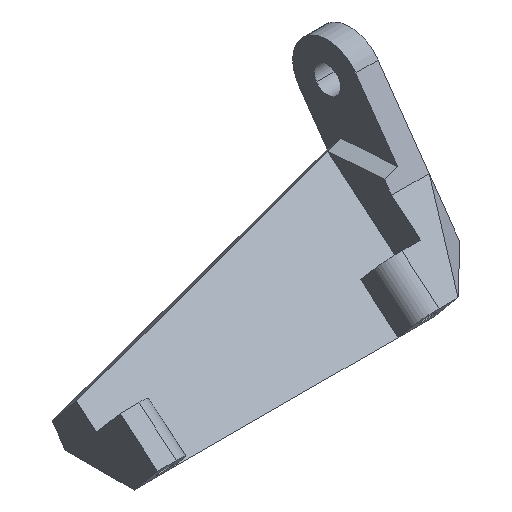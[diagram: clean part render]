
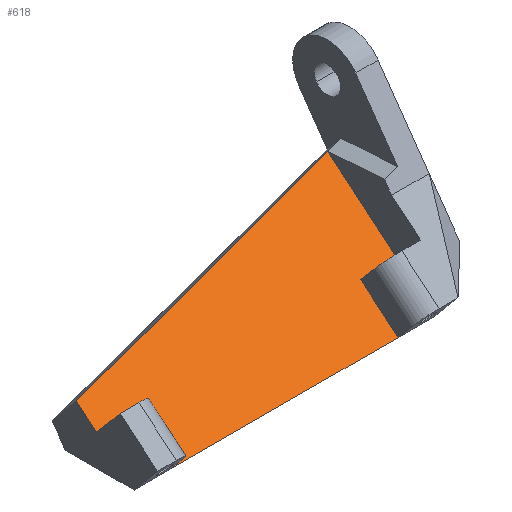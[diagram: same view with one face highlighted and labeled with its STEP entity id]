
A CAD part, isometric view. The second image highlights one B-rep face of the part: STEP entity #618.
In plain terms, the highlighted planar face has unit normal (0, -0.643, 0.766).
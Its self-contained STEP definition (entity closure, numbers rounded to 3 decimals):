
#120 = FACE_OUTER_BOUND ( 'NONE', #1987, .T. ) ;
#121 = DIRECTION ( 'NONE',  ( 0., 0.766, 0.643 ) ) ;
#175 = LINE ( 'NONE', #665, #1988 ) ;
#254 = ORIENTED_EDGE ( 'NONE', *, *, #1487, .F. ) ;
#259 = EDGE_CURVE ( 'NONE', #2144, #1170, #2473, .T. ) ;
#318 = CARTESIAN_POINT ( 'NONE',  ( 74.163, 96.03, 79.871 ) ) ;
#421 = ORIENTED_EDGE ( 'NONE', *, *, #2331, .T. ) ;
#435 = CARTESIAN_POINT ( 'NONE',  ( 26.784, 103.691, 86.299 ) ) ;
#437 = VERTEX_POINT ( 'NONE', #2918 ) ;
#442 = CARTESIAN_POINT ( 'NONE',  ( 79.013, 18.828, 15.091 ) ) ;
#444 = VECTOR ( 'NONE', #795, 1000. ) ;
#459 = DIRECTION ( 'NONE',  ( 1., 0., 0. ) ) ;
#464 = VECTOR ( 'NONE', #660, 1000. ) ;
#474 = VERTEX_POINT ( 'NONE', #1381 ) ;
#521 = LINE ( 'NONE', #1413, #1479 ) ;
#533 = EDGE_CURVE ( 'NONE', #2533, #1239, #1135, .T. ) ;
#577 = VECTOR ( 'NONE', #459, 1000. ) ;
#618 = ADVANCED_FACE ( 'NONE', ( #120 ), #1680, .F. ) ;
#660 = DIRECTION ( 'NONE',  ( -0.978, -0.161, -0.135 ) ) ;
#665 = CARTESIAN_POINT ( 'NONE',  ( 0., 101.01, 84.049 ) ) ;
#694 = DIRECTION ( 'NONE',  ( 1., 0., 0. ) ) ;
#794 = CARTESIAN_POINT ( 'NONE',  ( 79.013, 110.257, 91.808 ) ) ;
#795 = DIRECTION ( 'NONE',  ( 0., 0.766, 0.643 ) ) ;
#880 = EDGE_CURVE ( 'NONE', #1172, #2346, #521, .T. ) ;
#928 = LINE ( 'NONE', #1851, #2115 ) ;
#950 = CARTESIAN_POINT ( 'NONE',  ( 26.784, 96.03, 79.871 ) ) ;
#1012 = CARTESIAN_POINT ( 'NONE',  ( 39.013, 103.691, 86.299 ) ) ;
#1016 = EDGE_CURVE ( 'NONE', #437, #2144, #2725, .T. ) ;
#1039 = CARTESIAN_POINT ( 'NONE',  ( 74.163, 96.03, 79.871 ) ) ;
#1118 = ORIENTED_EDGE ( 'NONE', *, *, #533, .T. ) ;
#1135 = LINE ( 'NONE', #2723, #464 ) ;
#1170 = VERTEX_POINT ( 'NONE', #1939 ) ;
#1172 = VERTEX_POINT ( 'NONE', #2837 ) ;
#1239 = VERTEX_POINT ( 'NONE', #2018 ) ;
#1258 = CARTESIAN_POINT ( 'NONE',  ( 26.784, 18.828, 15.091 ) ) ;
#1379 = LINE ( 'NONE', #435, #1714 ) ;
#1381 = CARTESIAN_POINT ( 'NONE',  ( 79.013, 101.01, 84.049 ) ) ;
#1413 = CARTESIAN_POINT ( 'NONE',  ( 0., 101.01, 84.049 ) ) ;
#1428 = ORIENTED_EDGE ( 'NONE', *, *, #259, .T. ) ;
#1444 = ORIENTED_EDGE ( 'NONE', *, *, #1016, .T. ) ;
#1451 = DIRECTION ( 'NONE',  ( 0., 0.643, -0.766 ) ) ;
#1479 = VECTOR ( 'NONE', #2311, 1000. ) ;
#1487 = EDGE_CURVE ( 'NONE', #437, #1172, #2796, .T. ) ;
#1680 = PLANE ( 'NONE',  #2264 ) ;
#1714 = VECTOR ( 'NONE', #694, 1000. ) ;
#1746 = EDGE_CURVE ( 'NONE', #2577, #2346, #928, .T. ) ;
#1752 = EDGE_CURVE ( 'NONE', #2577, #1239, #1379, .T. ) ;
#1759 = DIRECTION ( 'NONE',  ( 1., 0., 0. ) ) ;
#1851 = CARTESIAN_POINT ( 'NONE',  ( 39.013, 18.828, 15.091 ) ) ;
#1886 = ORIENTED_EDGE ( 'NONE', *, *, #1752, .F. ) ;
#1939 = CARTESIAN_POINT ( 'NONE',  ( 74.163, 101.01, 84.049 ) ) ;
#1987 = EDGE_LOOP ( 'NONE', ( #1428, #2243, #421, #1118, #1886, #2942, #2830, #254, #1444 ) ) ;
#1988 = VECTOR ( 'NONE', #1759, 1000. ) ;
#2018 = CARTESIAN_POINT ( 'NONE',  ( 39.031, 103.691, 86.299 ) ) ;
#2115 = VECTOR ( 'NONE', #2721, 1000. ) ;
#2144 = VERTEX_POINT ( 'NONE', #318 ) ;
#2150 = CARTESIAN_POINT ( 'NONE',  ( 43.863, 96.03, 79.871 ) ) ;
#2210 = VECTOR ( 'NONE', #121, 1000. ) ;
#2221 = LINE ( 'NONE', #442, #2643 ) ;
#2238 = CARTESIAN_POINT ( 'NONE',  ( 39.013, 101.01, 84.049 ) ) ;
#2243 = ORIENTED_EDGE ( 'NONE', *, *, #2325, .T. ) ;
#2264 = AXIS2_PLACEMENT_3D ( 'NONE', #1258, #1451, #2654 ) ;
#2311 = DIRECTION ( 'NONE',  ( -1., 0., 0. ) ) ;
#2325 = EDGE_CURVE ( 'NONE', #1170, #474, #175, .T. ) ;
#2331 = EDGE_CURVE ( 'NONE', #474, #2533, #2221, .T. ) ;
#2346 = VERTEX_POINT ( 'NONE', #2238 ) ;
#2454 = DIRECTION ( 'NONE',  ( 0., 0.766, 0.643 ) ) ;
#2473 = LINE ( 'NONE', #1039, #444 ) ;
#2533 = VERTEX_POINT ( 'NONE', #794 ) ;
#2577 = VERTEX_POINT ( 'NONE', #1012 ) ;
#2643 = VECTOR ( 'NONE', #2454, 1000. ) ;
#2654 = DIRECTION ( 'NONE',  ( 0., 0.766, 0.643 ) ) ;
#2721 = DIRECTION ( 'NONE',  ( 0., -0.766, -0.643 ) ) ;
#2723 = CARTESIAN_POINT ( 'NONE',  ( 4.616, 98.039, 81.556 ) ) ;
#2725 = LINE ( 'NONE', #950, #577 ) ;
#2796 = LINE ( 'NONE', #2150, #2210 ) ;
#2830 = ORIENTED_EDGE ( 'NONE', *, *, #880, .F. ) ;
#2837 = CARTESIAN_POINT ( 'NONE',  ( 43.863, 101.01, 84.049 ) ) ;
#2918 = CARTESIAN_POINT ( 'NONE',  ( 43.863, 96.03, 79.871 ) ) ;
#2942 = ORIENTED_EDGE ( 'NONE', *, *, #1746, .T. ) ;
